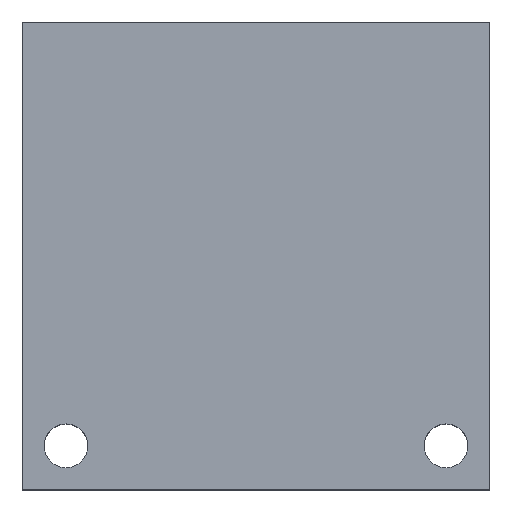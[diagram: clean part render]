
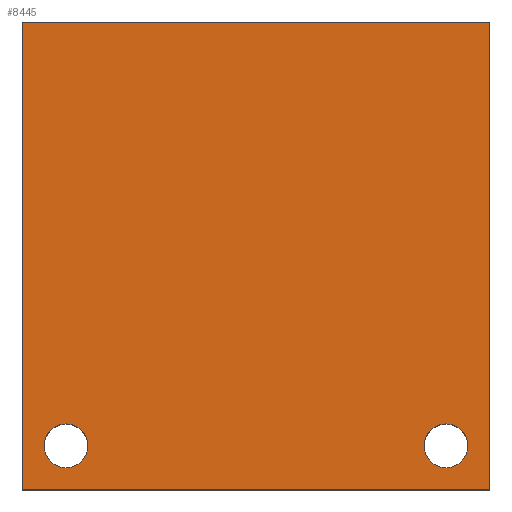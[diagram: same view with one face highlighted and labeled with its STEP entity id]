
A CAD part, top view. The second image highlights one B-rep face of the part: STEP entity #8445.
In plain terms, the highlighted planar face has unit normal (0, 0, 1).
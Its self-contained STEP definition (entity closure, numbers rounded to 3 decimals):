
#99=CIRCLE('',#8772,3.569);
#101=CIRCLE('',#8775,3.569);
#656=FACE_BOUND('',#1578,.T.);
#657=FACE_BOUND('',#1579,.T.);
#1096=FACE_OUTER_BOUND('',#1577,.T.);
#1577=EDGE_LOOP('',(#7390,#7391,#7392,#7393));
#1578=EDGE_LOOP('',(#7394));
#1579=EDGE_LOOP('',(#7395));
#1962=LINE('',#11105,#2737);
#2352=LINE('',#14773,#3127);
#2355=LINE('',#14777,#3130);
#2357=LINE('',#14781,#3132);
#2737=VECTOR('',#9430,10.);
#3127=VECTOR('',#10182,10.);
#3130=VECTOR('',#10187,10.);
#3132=VECTOR('',#10193,10.);
#3397=VERTEX_POINT('',#11102);
#3398=VERTEX_POINT('',#11104);
#3896=VERTEX_POINT('',#14755);
#3898=VERTEX_POINT('',#14761);
#3902=VERTEX_POINT('',#14770);
#3903=VERTEX_POINT('',#14772);
#4299=EDGE_CURVE('',#3398,#3397,#1962,.T.);
#5056=EDGE_CURVE('',#3896,#3896,#99,.T.);
#5059=EDGE_CURVE('',#3898,#3898,#101,.T.);
#5064=EDGE_CURVE('',#3903,#3902,#2352,.T.);
#5067=EDGE_CURVE('',#3397,#3903,#2355,.T.);
#5069=EDGE_CURVE('',#3902,#3398,#2357,.T.);
#7390=ORIENTED_EDGE('',*,*,#5069,.T.);
#7391=ORIENTED_EDGE('',*,*,#4299,.T.);
#7392=ORIENTED_EDGE('',*,*,#5067,.T.);
#7393=ORIENTED_EDGE('',*,*,#5064,.T.);
#7394=ORIENTED_EDGE('',*,*,#5056,.T.);
#7395=ORIENTED_EDGE('',*,*,#5059,.T.);
#7630=PLANE('',#8781);
#8445=ADVANCED_FACE('',(#1096,#656,#657),#7630,.T.);
#8772=AXIS2_PLACEMENT_3D('',#14756,#10166,#10167);
#8775=AXIS2_PLACEMENT_3D('',#14762,#10173,#10174);
#8781=AXIS2_PLACEMENT_3D('',#14782,#10194,#10195);
#9430=DIRECTION('',(0.,1.,0.));
#10166=DIRECTION('center_axis',(0.,0.,-1.));
#10167=DIRECTION('ref_axis',(1.,0.,0.));
#10173=DIRECTION('center_axis',(0.,0.,-1.));
#10174=DIRECTION('ref_axis',(1.,0.,0.));
#10182=DIRECTION('',(0.,-1.,0.));
#10187=DIRECTION('',(-1.,0.,0.));
#10193=DIRECTION('',(1.,0.,0.));
#10194=DIRECTION('center_axis',(0.,0.,1.));
#10195=DIRECTION('ref_axis',(1.,0.,0.));
#11102=CARTESIAN_POINT('',(76.2,76.2,38.1));
#11104=CARTESIAN_POINT('',(76.2,0.,38.1));
#11105=CARTESIAN_POINT('',(76.2,0.,38.1));
#14755=CARTESIAN_POINT('',(3.569,7.137,38.1));
#14756=CARTESIAN_POINT('Origin',(7.137,7.137,38.1));
#14761=CARTESIAN_POINT('',(65.494,7.137,38.1));
#14762=CARTESIAN_POINT('Origin',(69.063,7.137,38.1));
#14770=CARTESIAN_POINT('',(0.,0.,38.1));
#14772=CARTESIAN_POINT('',(0.,76.2,38.1));
#14773=CARTESIAN_POINT('',(0.,76.2,38.1));
#14777=CARTESIAN_POINT('',(76.2,76.2,38.1));
#14781=CARTESIAN_POINT('',(0.,0.,38.1));
#14782=CARTESIAN_POINT('Origin',(38.1,38.1,38.1));
